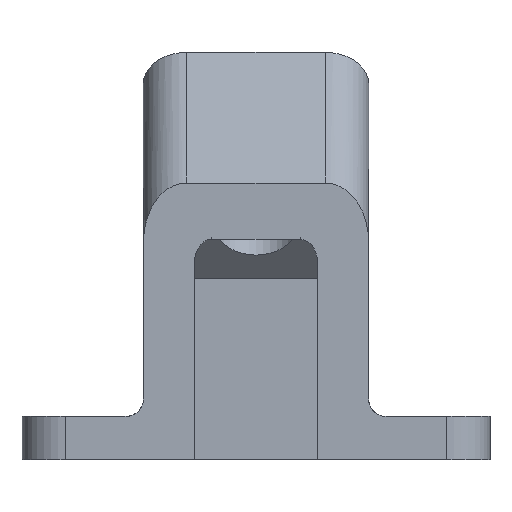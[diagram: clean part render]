
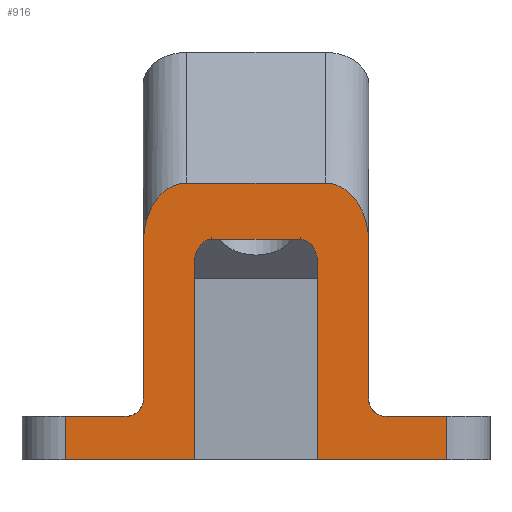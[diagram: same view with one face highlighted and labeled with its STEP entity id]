
A CAD part, left-side view. The second image highlights one B-rep face of the part: STEP entity #916.
In plain terms, the highlighted planar face has unit normal (-1, 0, 0).
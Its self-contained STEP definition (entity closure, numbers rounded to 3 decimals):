
#43=PLANE('',#1011);
#56=ELLIPSE('',#985,2.735,2.);
#57=ELLIPSE('',#989,2.735,2.);
#58=ELLIPSE('',#1012,6.837,5.);
#59=ELLIPSE('',#1013,6.837,5.);
#86=FACE_OUTER_BOUND('',#142,.T.);
#142=EDGE_LOOP('',(#701,#702,#703,#704,#705,#706,#707,#708,#709,#710,#711,
#712,#713,#714,#715,#716,#717,#718));
#184=LINE('',#1446,#255);
#190=LINE('',#1544,#261);
#198=LINE('',#1576,#269);
#204=LINE('',#1595,#275);
#213=LINE('',#1629,#284);
#216=LINE('',#1636,#287);
#217=LINE('',#1646,#288);
#218=LINE('',#1647,#289);
#219=LINE('',#1649,#290);
#220=LINE('',#1650,#291);
#221=LINE('',#1652,#292);
#222=LINE('',#1656,#293);
#255=VECTOR('',#1088,10.);
#261=VECTOR('',#1104,10.);
#269=VECTOR('',#1132,10.);
#275=VECTOR('',#1150,10.);
#284=VECTOR('',#1183,10.);
#287=VECTOR('',#1190,10.);
#288=VECTOR('',#1201,10.);
#289=VECTOR('',#1202,10.);
#290=VECTOR('',#1203,10.);
#291=VECTOR('',#1204,10.);
#292=VECTOR('',#1205,10.);
#293=VECTOR('',#1208,10.);
#323=CIRCLE('',#967,2.);
#327=CIRCLE('',#975,2.);
#377=VERTEX_POINT('',#1352);
#378=VERTEX_POINT('',#1354);
#384=VERTEX_POINT('',#1445);
#390=VERTEX_POINT('',#1458);
#391=VERTEX_POINT('',#1460);
#394=VERTEX_POINT('',#1543);
#404=VERTEX_POINT('',#1564);
#405=VERTEX_POINT('',#1566);
#408=VERTEX_POINT('',#1574);
#411=VERTEX_POINT('',#1581);
#412=VERTEX_POINT('',#1583);
#415=VERTEX_POINT('',#1594);
#425=VERTEX_POINT('',#1622);
#428=VERTEX_POINT('',#1627);
#435=VERTEX_POINT('',#1648);
#436=VERTEX_POINT('',#1651);
#437=VERTEX_POINT('',#1653);
#438=VERTEX_POINT('',#1655);
#470=EDGE_CURVE('',#377,#378,#323,.T.);
#479=EDGE_CURVE('',#384,#378,#184,.T.);
#486=EDGE_CURVE('',#390,#391,#327,.T.);
#491=EDGE_CURVE('',#394,#391,#190,.T.);
#502=EDGE_CURVE('',#404,#405,#56,.T.);
#507=EDGE_CURVE('',#404,#408,#198,.T.);
#510=EDGE_CURVE('',#411,#412,#57,.T.);
#516=EDGE_CURVE('',#415,#412,#204,.T.);
#533=EDGE_CURVE('',#428,#425,#213,.T.);
#537=EDGE_CURVE('',#377,#425,#216,.T.);
#542=EDGE_CURVE('',#415,#428,#217,.T.);
#543=EDGE_CURVE('',#411,#405,#218,.T.);
#544=EDGE_CURVE('',#435,#408,#219,.T.);
#545=EDGE_CURVE('',#394,#435,#220,.T.);
#546=EDGE_CURVE('',#390,#436,#221,.T.);
#547=EDGE_CURVE('',#437,#436,#58,.T.);
#548=EDGE_CURVE('',#437,#438,#222,.T.);
#549=EDGE_CURVE('',#384,#438,#59,.T.);
#701=ORIENTED_EDGE('',*,*,#533,.F.);
#702=ORIENTED_EDGE('',*,*,#542,.F.);
#703=ORIENTED_EDGE('',*,*,#516,.T.);
#704=ORIENTED_EDGE('',*,*,#510,.F.);
#705=ORIENTED_EDGE('',*,*,#543,.T.);
#706=ORIENTED_EDGE('',*,*,#502,.F.);
#707=ORIENTED_EDGE('',*,*,#507,.T.);
#708=ORIENTED_EDGE('',*,*,#544,.F.);
#709=ORIENTED_EDGE('',*,*,#545,.F.);
#710=ORIENTED_EDGE('',*,*,#491,.T.);
#711=ORIENTED_EDGE('',*,*,#486,.F.);
#712=ORIENTED_EDGE('',*,*,#546,.T.);
#713=ORIENTED_EDGE('',*,*,#547,.F.);
#714=ORIENTED_EDGE('',*,*,#548,.T.);
#715=ORIENTED_EDGE('',*,*,#549,.F.);
#716=ORIENTED_EDGE('',*,*,#479,.T.);
#717=ORIENTED_EDGE('',*,*,#470,.F.);
#718=ORIENTED_EDGE('',*,*,#537,.T.);
#916=ADVANCED_FACE('',(#86),#43,.T.);
#967=AXIS2_PLACEMENT_3D('',#1355,#1075,#1076);
#975=AXIS2_PLACEMENT_3D('',#1461,#1099,#1100);
#985=AXIS2_PLACEMENT_3D('',#1567,#1124,#1125);
#989=AXIS2_PLACEMENT_3D('',#1584,#1138,#1139);
#1011=AXIS2_PLACEMENT_3D('',#1645,#1199,#1200);
#1012=AXIS2_PLACEMENT_3D('',#1654,#1206,#1207);
#1013=AXIS2_PLACEMENT_3D('',#1657,#1209,#1210);
#1075=DIRECTION('center_axis',(-1.,0.,0.));
#1076=DIRECTION('ref_axis',(0.,-0.707,-0.707));
#1088=DIRECTION('',(0.,0.,-1.));
#1099=DIRECTION('center_axis',(-1.,0.,0.));
#1100=DIRECTION('ref_axis',(0.,0.707,-0.707));
#1104=DIRECTION('',(0.,1.,0.));
#1124=DIRECTION('center_axis',(-1.,0.,0.));
#1125=DIRECTION('ref_axis',(0.,0.,1.));
#1132=DIRECTION('',(0.,0.,-1.));
#1138=DIRECTION('center_axis',(-1.,0.,0.));
#1139=DIRECTION('ref_axis',(0.,0.,1.));
#1150=DIRECTION('',(0.,0.,1.));
#1183=DIRECTION('',(0.,0.,1.));
#1190=DIRECTION('',(0.,1.,0.));
#1199=DIRECTION('center_axis',(-1.,0.,0.));
#1200=DIRECTION('ref_axis',(0.,0.,1.));
#1201=DIRECTION('',(0.,1.,0.));
#1202=DIRECTION('',(0.,-1.,0.));
#1203=DIRECTION('',(0.,1.,0.));
#1204=DIRECTION('',(0.,0.,-1.));
#1205=DIRECTION('',(0.,0.,1.));
#1206=DIRECTION('center_axis',(1.,0.,0.));
#1207=DIRECTION('ref_axis',(0.,0.,
1.));
#1208=DIRECTION('',(0.,1.,0.));
#1209=DIRECTION('center_axis',(1.,0.,0.));
#1210=DIRECTION('ref_axis',(0.,0.,1.));
#1352=CARTESIAN_POINT('',(-45.,15.,5.));
#1354=CARTESIAN_POINT('',(-45.,13.,7.));
#1355=CARTESIAN_POINT('Origin',(-45.,15.,7.));
#1445=CARTESIAN_POINT('',(-45.,13.,25.083));
#1446=CARTESIAN_POINT('',(-45.,13.,23.5));
#1458=CARTESIAN_POINT('',(-45.,-13.,7.));
#1460=CARTESIAN_POINT('',(-45.,-15.,5.));
#1461=CARTESIAN_POINT('Origin',(-45.,-15.,7.));
#1543=CARTESIAN_POINT('',(-45.,-22.,5.));
#1544=CARTESIAN_POINT('',(-45.,-13.5,5.));
#1564=CARTESIAN_POINT('',(-45.,-7.1,22.69));
#1566=CARTESIAN_POINT('',(-45.,-5.1,25.424));
#1567=CARTESIAN_POINT('Origin',(-45.,-5.1,22.69));
#1574=CARTESIAN_POINT('',(-45.,-7.1,0.));
#1576=CARTESIAN_POINT('',(-45.,-7.1,0.));
#1581=CARTESIAN_POINT('',(-45.,5.1,25.424));
#1583=CARTESIAN_POINT('',(-45.,7.1,22.69));
#1584=CARTESIAN_POINT('Origin',(-45.,5.1,22.69));
#1594=CARTESIAN_POINT('',(-45.,7.1,0.));
#1595=CARTESIAN_POINT('',(-45.,7.1,0.));
#1622=CARTESIAN_POINT('',(-45.,22.,5.));
#1627=CARTESIAN_POINT('',(-45.,22.,0.));
#1629=CARTESIAN_POINT('',(-45.,22.,0.));
#1636=CARTESIAN_POINT('',(-45.,-13.5,5.));
#1645=CARTESIAN_POINT('Origin',(-45.,-27.,0.));
#1646=CARTESIAN_POINT('',(-45.,-27.,0.));
#1647=CARTESIAN_POINT('',(-45.,-17.05,25.424));
#1648=CARTESIAN_POINT('',(-45.,-22.,0.));
#1649=CARTESIAN_POINT('',(-45.,-27.,0.));
#1650=CARTESIAN_POINT('',(-45.,-22.,0.));
#1651=CARTESIAN_POINT('',(-45.,-13.,25.083));
#1652=CARTESIAN_POINT('',(-45.,-13.,23.5));
#1653=CARTESIAN_POINT('',(-45.,-8.,31.919));
#1654=CARTESIAN_POINT('Origin',(-45.,-8.,25.083));
#1655=CARTESIAN_POINT('',(-45.,8.,31.919));
#1656=CARTESIAN_POINT('',(-45.,-7.,31.919));
#1657=CARTESIAN_POINT('Origin',(-45.,8.,25.083));
